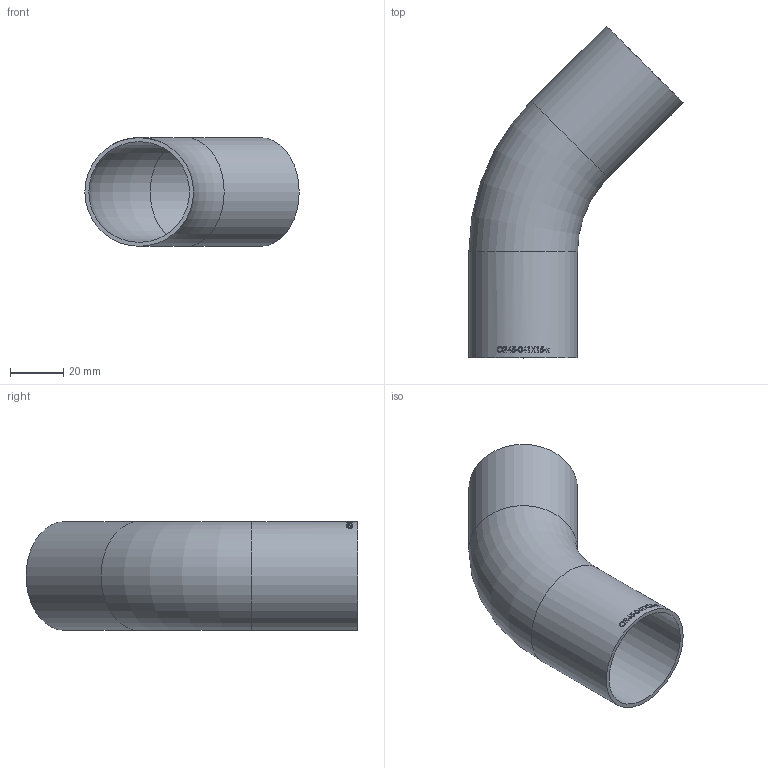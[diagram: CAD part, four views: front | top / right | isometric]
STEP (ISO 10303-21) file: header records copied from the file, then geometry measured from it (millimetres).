
FILE_DESCRIPTION (( 'STEP AP214' ), '1' );
FILE_NAME ('OR45-041X15-x Bogen orbital 45° A 2008.STEP', '2020-08-18T13:24:09', ( '' ), ( '' ), 'SwSTEP 2.0', 'SolidWorks 2019', '' );
FILE_SCHEMA (( 'AUTOMOTIVE_DESIGN' ));
Length unit declared in the file: millimetre
Products named in the file (1): OR45-041X15-x Bogen orbital 45° A 2008
Bounding box: 80.85 x 125.21 x 41 mm (x, y, z)
Volume: 23663.5 mm3; surface area: 31922.7 mm2
Topology: 1 solids, 1 shells, 26 faces, 150 edges, 143 vertices
Faces by surface type: cylinder 22, torus 2, plane 2
Full cylindrical faces by diameter (mm): 38 x2, 41 x2
Entity records: 2630 total; most frequent: CARTESIAN_POINT 1324, ORIENTED_EDGE 278, DIRECTION 175, EDGE_CURVE 139, VERTEX_POINT 139, AXIS2_PLACEMENT_3D 76, B_SPLINE_CURVE_WITH_KNOTS 67, EDGE_LOOP 52
